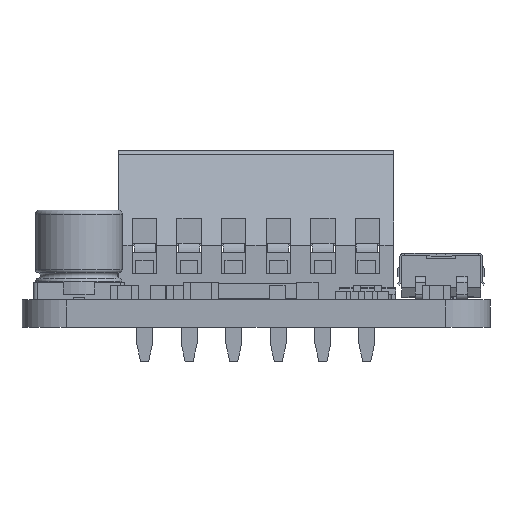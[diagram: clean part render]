
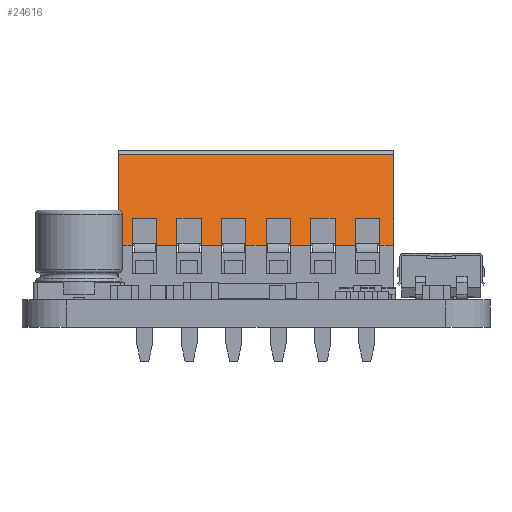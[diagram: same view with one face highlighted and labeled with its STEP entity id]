
A CAD part, front view. The second image highlights one B-rep face of the part: STEP entity #24616.
In plain terms, the highlighted planar face has unit normal (0, -0.951, 0.309).
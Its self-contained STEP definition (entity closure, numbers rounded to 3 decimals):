
#1192=PLANE('',#26595);
#2471=FACE_OUTER_BOUND('',#3966,.T.);
#3966=EDGE_LOOP('',(#21040,#21041,#21042,#21043,#21044,#21045,#21046,#21047,
#21048,#21049,#21050,#21051,#21052,#21053,#21054,#21055,#21056,#21057,#21058,
#21059,#21060,#21061,#21062,#21063,#21064,#21065,#21066,#21067));
#5702=LINE('',#37679,#8516);
#5765=LINE('',#38349,#8579);
#5784=LINE('',#38387,#8598);
#5852=LINE('',#38523,#8666);
#5861=LINE('',#38539,#8675);
#5870=LINE('',#38558,#8684);
#5932=LINE('',#38683,#8746);
#5941=LINE('',#38699,#8755);
#5950=LINE('',#38718,#8764);
#6012=LINE('',#38843,#8826);
#6021=LINE('',#38859,#8835);
#6030=LINE('',#38878,#8844);
#6092=LINE('',#39003,#8906);
#6101=LINE('',#39019,#8915);
#6110=LINE('',#39038,#8924);
#6172=LINE('',#39163,#8986);
#6181=LINE('',#39179,#8995);
#6190=LINE('',#39198,#9004);
#6195=LINE('',#39209,#9009);
#6226=LINE('',#39266,#9040);
#6232=LINE('',#39276,#9046);
#6233=LINE('',#39277,#9047);
#6234=LINE('',#39278,#9048);
#6235=LINE('',#39279,#9049);
#6236=LINE('',#39280,#9050);
#6237=LINE('',#39281,#9051);
#6239=LINE('',#39284,#9053);
#6259=LINE('',#39328,#9073);
#8516=VECTOR('',#30606,1.);
#8579=VECTOR('',#30879,1.);
#8598=VECTOR('',#30906,1.);
#8666=VECTOR('',#31020,1.);
#8675=VECTOR('',#31035,1.);
#8684=VECTOR('',#31052,1.);
#8746=VECTOR('',#31160,1.);
#8755=VECTOR('',#31175,1.);
#8764=VECTOR('',#31192,1.);
#8826=VECTOR('',#31300,1.);
#8835=VECTOR('',#31315,1.);
#8844=VECTOR('',#31332,1.);
#8906=VECTOR('',#31440,1.);
#8915=VECTOR('',#31455,1.);
#8924=VECTOR('',#31472,1.);
#8986=VECTOR('',#31580,1.);
#8995=VECTOR('',#31595,1.);
#9004=VECTOR('',#31612,1.);
#9009=VECTOR('',#31623,1.);
#9040=VECTOR('',#31666,1.);
#9046=VECTOR('',#31676,1.);
#9047=VECTOR('',#31677,1.);
#9048=VECTOR('',#31678,1.);
#9049=VECTOR('',#31679,1.);
#9050=VECTOR('',#31680,1.);
#9051=VECTOR('',#31681,1.);
#9053=VECTOR('',#31683,1.);
#9073=VECTOR('',#31741,1.);
#11693=VERTEX_POINT('',#37672);
#11696=VERTEX_POINT('',#37677);
#11811=VERTEX_POINT('',#38347);
#11825=VERTEX_POINT('',#38384);
#11826=VERTEX_POINT('',#38386);
#11871=VERTEX_POINT('',#38522);
#11875=VERTEX_POINT('',#38537);
#11880=VERTEX_POINT('',#38555);
#11881=VERTEX_POINT('',#38557);
#11921=VERTEX_POINT('',#38682);
#11925=VERTEX_POINT('',#38697);
#11930=VERTEX_POINT('',#38715);
#11931=VERTEX_POINT('',#38717);
#11971=VERTEX_POINT('',#38842);
#11975=VERTEX_POINT('',#38857);
#11980=VERTEX_POINT('',#38875);
#11981=VERTEX_POINT('',#38877);
#12021=VERTEX_POINT('',#39002);
#12025=VERTEX_POINT('',#39017);
#12030=VERTEX_POINT('',#39035);
#12031=VERTEX_POINT('',#39037);
#12071=VERTEX_POINT('',#39162);
#12075=VERTEX_POINT('',#39177);
#12080=VERTEX_POINT('',#39195);
#12081=VERTEX_POINT('',#39197);
#12084=VERTEX_POINT('',#39208);
#12104=VERTEX_POINT('',#39264);
#12107=VERTEX_POINT('',#39282);
#14570=EDGE_CURVE('',#11696,#11693,#5702,.T.);
#14717=EDGE_CURVE('',#11696,#11811,#5765,.T.);
#14736=EDGE_CURVE('',#11825,#11826,#5784,.T.);
#14804=EDGE_CURVE('',#11825,#11871,#5852,.T.);
#14813=EDGE_CURVE('',#11871,#11875,#5861,.T.);
#14822=EDGE_CURVE('',#11880,#11881,#5870,.T.);
#14884=EDGE_CURVE('',#11880,#11921,#5932,.T.);
#14893=EDGE_CURVE('',#11921,#11925,#5941,.T.);
#14902=EDGE_CURVE('',#11930,#11931,#5950,.T.);
#14964=EDGE_CURVE('',#11930,#11971,#6012,.T.);
#14973=EDGE_CURVE('',#11971,#11975,#6021,.T.);
#14982=EDGE_CURVE('',#11980,#11981,#6030,.T.);
#15044=EDGE_CURVE('',#11980,#12021,#6092,.T.);
#15053=EDGE_CURVE('',#12021,#12025,#6101,.T.);
#15062=EDGE_CURVE('',#12030,#12031,#6110,.T.);
#15124=EDGE_CURVE('',#12030,#12071,#6172,.T.);
#15133=EDGE_CURVE('',#12071,#12075,#6181,.T.);
#15142=EDGE_CURVE('',#12080,#12081,#6190,.T.);
#15147=EDGE_CURVE('',#12080,#12084,#6195,.T.);
#15178=EDGE_CURVE('',#12084,#12104,#6226,.T.);
#15184=EDGE_CURVE('',#12075,#12081,#6232,.T.);
#15185=EDGE_CURVE('',#12025,#12031,#6233,.T.);
#15186=EDGE_CURVE('',#11975,#11981,#6234,.T.);
#15187=EDGE_CURVE('',#11925,#11931,#6235,.T.);
#15188=EDGE_CURVE('',#11875,#11881,#6236,.T.);
#15189=EDGE_CURVE('',#11811,#11826,#6237,.T.);
#15191=EDGE_CURVE('',#12104,#12107,#6239,.T.);
#15211=EDGE_CURVE('',#12107,#11693,#6259,.T.);
#21040=ORIENTED_EDGE('',*,*,#15211,.T.);
#21041=ORIENTED_EDGE('',*,*,#14570,.F.);
#21042=ORIENTED_EDGE('',*,*,#14717,.T.);
#21043=ORIENTED_EDGE('',*,*,#15189,.T.);
#21044=ORIENTED_EDGE('',*,*,#14736,.F.);
#21045=ORIENTED_EDGE('',*,*,#14804,.T.);
#21046=ORIENTED_EDGE('',*,*,#14813,.T.);
#21047=ORIENTED_EDGE('',*,*,#15188,.T.);
#21048=ORIENTED_EDGE('',*,*,#14822,.F.);
#21049=ORIENTED_EDGE('',*,*,#14884,.T.);
#21050=ORIENTED_EDGE('',*,*,#14893,.T.);
#21051=ORIENTED_EDGE('',*,*,#15187,.T.);
#21052=ORIENTED_EDGE('',*,*,#14902,.F.);
#21053=ORIENTED_EDGE('',*,*,#14964,.T.);
#21054=ORIENTED_EDGE('',*,*,#14973,.T.);
#21055=ORIENTED_EDGE('',*,*,#15186,.T.);
#21056=ORIENTED_EDGE('',*,*,#14982,.F.);
#21057=ORIENTED_EDGE('',*,*,#15044,.T.);
#21058=ORIENTED_EDGE('',*,*,#15053,.T.);
#21059=ORIENTED_EDGE('',*,*,#15185,.T.);
#21060=ORIENTED_EDGE('',*,*,#15062,.F.);
#21061=ORIENTED_EDGE('',*,*,#15124,.T.);
#21062=ORIENTED_EDGE('',*,*,#15133,.T.);
#21063=ORIENTED_EDGE('',*,*,#15184,.T.);
#21064=ORIENTED_EDGE('',*,*,#15142,.F.);
#21065=ORIENTED_EDGE('',*,*,#15147,.T.);
#21066=ORIENTED_EDGE('',*,*,#15178,.T.);
#21067=ORIENTED_EDGE('',*,*,#15191,.T.);
#24616=ADVANCED_FACE('',(#2471),#1192,.F.);
#26595=AXIS2_PLACEMENT_3D('',#39327,#31739,#31740);
#30606=DIRECTION('',(1.,0.,0.));
#30879=DIRECTION('',(0.,-0.309,-0.951));
#30906=DIRECTION('',(0.,-0.309,-0.951));
#31020=DIRECTION('',(1.,0.,0.));
#31035=DIRECTION('',(0.,-0.309,-0.951));
#31052=DIRECTION('',(0.,-0.309,-0.951));
#31160=DIRECTION('',(1.,0.,0.));
#31175=DIRECTION('',(0.,-0.309,-0.951));
#31192=DIRECTION('',(0.,-0.309,-0.951));
#31300=DIRECTION('',(1.,0.,0.));
#31315=DIRECTION('',(0.,-0.309,-0.951));
#31332=DIRECTION('',(0.,-0.309,-0.951));
#31440=DIRECTION('',(1.,0.,0.));
#31455=DIRECTION('',(0.,-0.309,-0.951));
#31472=DIRECTION('',(0.,-0.309,-0.951));
#31580=DIRECTION('',(1.,0.,0.));
#31595=DIRECTION('',(0.,-0.309,-0.951));
#31612=DIRECTION('',(0.,-0.309,-0.951));
#31623=DIRECTION('',(1.,0.,0.));
#31666=DIRECTION('',(0.,-0.309,-0.951));
#31676=DIRECTION('',(1.,0.,0.));
#31677=DIRECTION('',(1.,0.,0.));
#31678=DIRECTION('',(1.,0.,0.));
#31679=DIRECTION('',(1.,0.,0.));
#31680=DIRECTION('',(1.,0.,0.));
#31681=DIRECTION('',(1.,0.,0.));
#31683=DIRECTION('',(1.,0.,0.));
#31739=DIRECTION('center_axis',(0.,0.951,-0.309));
#31740=DIRECTION('ref_axis',(0.,-0.309,-0.951));
#31741=DIRECTION('',(0.,0.309,0.951));
#37672=CARTESIAN_POINT('',(7.84,-1.417,8.293));
#37677=CARTESIAN_POINT('',(-7.84,-1.417,8.293));
#37679=CARTESIAN_POINT('',(-7.84,-1.417,8.293));
#38347=CARTESIAN_POINT('',(-7.84,-3.1,3.114));
#38349=CARTESIAN_POINT('',(-7.84,-1.417,8.293));
#38384=CARTESIAN_POINT('',(-7.05,-2.6,4.653));
#38386=CARTESIAN_POINT('',(-7.05,-3.1,3.114));
#38387=CARTESIAN_POINT('',(-7.05,-2.6,4.653));
#38522=CARTESIAN_POINT('',(-5.65,-2.6,4.653));
#38523=CARTESIAN_POINT('',(-6.35,-2.6,4.653));
#38537=CARTESIAN_POINT('',(-5.65,-3.1,3.114));
#38539=CARTESIAN_POINT('',(-5.65,-2.6,4.653));
#38555=CARTESIAN_POINT('',(-4.51,-2.6,4.653));
#38557=CARTESIAN_POINT('',(-4.51,-3.1,3.114));
#38558=CARTESIAN_POINT('',(-4.51,-2.6,4.653));
#38682=CARTESIAN_POINT('',(-3.11,-2.6,4.653));
#38683=CARTESIAN_POINT('',(-3.81,-2.6,4.653));
#38697=CARTESIAN_POINT('',(-3.11,-3.1,3.114));
#38699=CARTESIAN_POINT('',(-3.11,-2.6,4.653));
#38715=CARTESIAN_POINT('',(-1.97,-2.6,4.653));
#38717=CARTESIAN_POINT('',(-1.97,-3.1,3.114));
#38718=CARTESIAN_POINT('',(-1.97,-2.6,4.653));
#38842=CARTESIAN_POINT('',(-0.57,-2.6,4.653));
#38843=CARTESIAN_POINT('',(-1.27,-2.6,4.653));
#38857=CARTESIAN_POINT('',(-0.57,-3.1,3.114));
#38859=CARTESIAN_POINT('',(-0.57,-2.6,4.653));
#38875=CARTESIAN_POINT('',(0.57,-2.6,4.653));
#38877=CARTESIAN_POINT('',(0.57,-3.1,3.114));
#38878=CARTESIAN_POINT('',(0.57,-2.6,4.653));
#39002=CARTESIAN_POINT('',(1.97,-2.6,4.653));
#39003=CARTESIAN_POINT('',(1.27,-2.6,4.653));
#39017=CARTESIAN_POINT('',(1.97,-3.1,3.114));
#39019=CARTESIAN_POINT('',(1.97,-2.6,4.653));
#39035=CARTESIAN_POINT('',(3.11,-2.6,4.653));
#39037=CARTESIAN_POINT('',(3.11,-3.1,3.114));
#39038=CARTESIAN_POINT('',(3.11,-2.6,4.653));
#39162=CARTESIAN_POINT('',(4.51,-2.6,4.653));
#39163=CARTESIAN_POINT('',(3.81,-2.6,4.653));
#39177=CARTESIAN_POINT('',(4.51,-3.1,3.114));
#39179=CARTESIAN_POINT('',(4.51,-2.6,4.653));
#39195=CARTESIAN_POINT('',(5.65,-2.6,4.653));
#39197=CARTESIAN_POINT('',(5.65,-3.1,3.114));
#39198=CARTESIAN_POINT('',(5.65,-2.6,4.653));
#39208=CARTESIAN_POINT('',(7.05,-2.6,4.653));
#39209=CARTESIAN_POINT('',(6.35,-2.6,4.653));
#39264=CARTESIAN_POINT('',(7.05,-3.1,3.114));
#39266=CARTESIAN_POINT('',(7.05,-2.6,4.653));
#39276=CARTESIAN_POINT('',(4.51,-3.1,3.114));
#39277=CARTESIAN_POINT('',(1.97,-3.1,3.114));
#39278=CARTESIAN_POINT('',(-0.57,-3.1,3.114));
#39279=CARTESIAN_POINT('',(-3.11,-3.1,3.114));
#39280=CARTESIAN_POINT('',(-5.65,-3.1,3.114));
#39281=CARTESIAN_POINT('',(-7.84,-3.1,3.114));
#39282=CARTESIAN_POINT('',(7.84,-3.1,3.114));
#39284=CARTESIAN_POINT('',(7.05,-3.1,3.114));
#39327=CARTESIAN_POINT('Origin',(6.313,-3.142,2.985));
#39328=CARTESIAN_POINT('',(7.84,-3.1,3.114));
